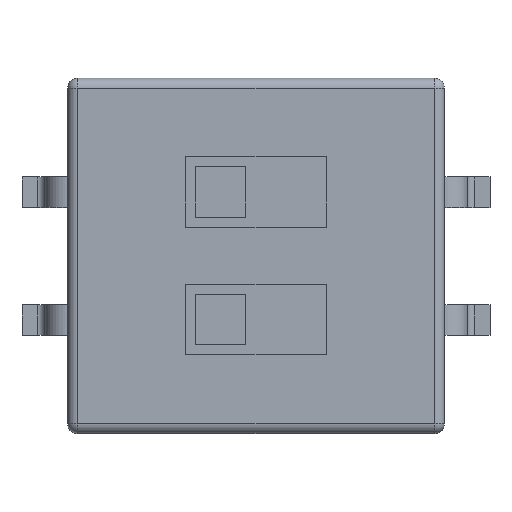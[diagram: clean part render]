
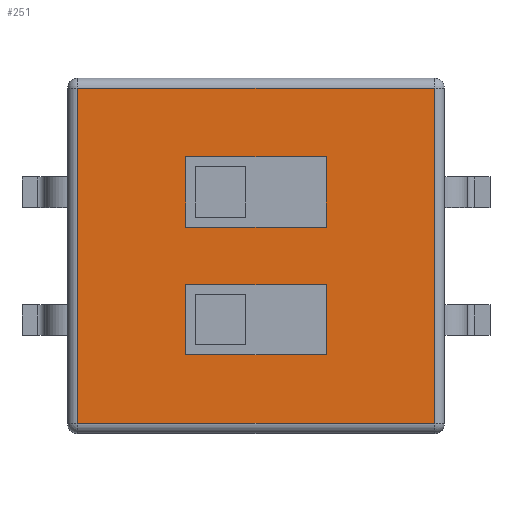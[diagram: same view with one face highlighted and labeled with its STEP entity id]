
A CAD part, top view. The second image highlights one B-rep face of the part: STEP entity #251.
In plain terms, the highlighted planar face has unit normal (0, 0, 1).
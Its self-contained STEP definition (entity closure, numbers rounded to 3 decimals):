
#13=DIRECTION('',(0.,0.,1.));
#14=DIRECTION('',(1.,0.,0.));
#71=VECTOR('',#72,1.);
#72=DIRECTION('',(0.,1.,0.));
#96=DIRECTION('',(-1.,0.,0.));
#137=VERTEX_POINT('',#138);
#138=CARTESIAN_POINT('',(-3.545,-3.33,4.45));
#143=EDGE_CURVE('',#137,#144,#146,.T.);
#144=VERTEX_POINT('',#145);
#145=CARTESIAN_POINT('',(-3.545,3.33,4.45));
#146=LINE('',#147,#71);
#147=CARTESIAN_POINT('',(-3.545,-3.53,4.45));
#207=VECTOR('',#14,1.);
#251=ADVANCED_FACE('',(#252,#271,#298),#324,.T.);
#252=FACE_BOUND('',#253,.T.);
#253=EDGE_LOOP('',(#254,#255,#261,#267));
#254=ORIENTED_EDGE('',*,*,#143,.F.);
#255=ORIENTED_EDGE('',*,*,#256,.T.);
#256=EDGE_CURVE('',#137,#257,#259,.T.);
#257=VERTEX_POINT('',#258);
#258=CARTESIAN_POINT('',(3.545,-3.33,4.45));
#259=LINE('',#260,#207);
#260=CARTESIAN_POINT('',(-3.745,-3.33,4.45));
#261=ORIENTED_EDGE('',*,*,#262,.T.);
#262=EDGE_CURVE('',#257,#263,#265,.T.);
#263=VERTEX_POINT('',#264);
#264=CARTESIAN_POINT('',(3.545,3.33,4.45));
#265=LINE('',#266,#71);
#266=CARTESIAN_POINT('',(3.545,-3.53,4.45));
#267=ORIENTED_EDGE('',*,*,#268,.F.);
#268=EDGE_CURVE('',#144,#263,#269,.T.);
#269=LINE('',#270,#207);
#270=CARTESIAN_POINT('',(-3.745,3.33,4.45));
#271=FACE_BOUND('',#272,.T.);
#272=EDGE_LOOP('',(#273,#282,#288,#294));
#273=ORIENTED_EDGE('',*,*,#274,.T.);
#274=EDGE_CURVE('',#275,#277,#279,.T.);
#275=VERTEX_POINT('',#276);
#276=CARTESIAN_POINT('',(1.4,-1.97,4.45));
#277=VERTEX_POINT('',#278);
#278=CARTESIAN_POINT('',(-1.4,-1.97,4.45));
#279=LINE('',#280,#281);
#280=CARTESIAN_POINT('',(-2.573,-1.97,4.45));
#281=VECTOR('',#96,1.);
#282=ORIENTED_EDGE('',*,*,#283,.T.);
#283=EDGE_CURVE('',#277,#284,#286,.T.);
#284=VERTEX_POINT('',#285);
#285=CARTESIAN_POINT('',(-1.4,-0.57,4.45));
#286=LINE('',#287,#71);
#287=CARTESIAN_POINT('',(-1.4,-2.75,4.45));
#288=ORIENTED_EDGE('',*,*,#289,.F.);
#289=EDGE_CURVE('',#290,#284,#292,.T.);
#290=VERTEX_POINT('',#291);
#291=CARTESIAN_POINT('',(1.4,-0.57,4.45));
#292=LINE('',#293,#281);
#293=CARTESIAN_POINT('',(-2.573,-0.57,4.45));
#294=ORIENTED_EDGE('',*,*,#295,.F.);
#295=EDGE_CURVE('',#275,#290,#296,.T.);
#296=LINE('',#297,#71);
#297=CARTESIAN_POINT('',(1.4,-2.75,4.45));
#298=FACE_BOUND('',#299,.T.);
#299=EDGE_LOOP('',(#300,#308,#314,#320));
#300=ORIENTED_EDGE('',*,*,#301,.T.);
#301=EDGE_CURVE('',#302,#304,#306,.T.);
#302=VERTEX_POINT('',#303);
#303=CARTESIAN_POINT('',(1.4,0.57,4.45));
#304=VERTEX_POINT('',#305);
#305=CARTESIAN_POINT('',(-1.4,0.57,4.45));
#306=LINE('',#307,#281);
#307=CARTESIAN_POINT('',(-2.573,0.57,4.45));
#308=ORIENTED_EDGE('',*,*,#309,.T.);
#309=EDGE_CURVE('',#304,#310,#312,.T.);
#310=VERTEX_POINT('',#311);
#311=CARTESIAN_POINT('',(-1.4,1.97,4.45));
#312=LINE('',#313,#71);
#313=CARTESIAN_POINT('',(-1.4,-1.48,4.45));
#314=ORIENTED_EDGE('',*,*,#315,.F.);
#315=EDGE_CURVE('',#316,#310,#318,.T.);
#316=VERTEX_POINT('',#317);
#317=CARTESIAN_POINT('',(1.4,1.97,4.45));
#318=LINE('',#319,#281);
#319=CARTESIAN_POINT('',(-2.573,1.97,4.45));
#320=ORIENTED_EDGE('',*,*,#321,.F.);
#321=EDGE_CURVE('',#302,#316,#322,.T.);
#322=LINE('',#323,#71);
#323=CARTESIAN_POINT('',(1.4,-1.48,4.45));
#324=PLANE('',#325);
#325=AXIS2_PLACEMENT_3D('',#326,#13,#14);
#326=CARTESIAN_POINT('',(-3.745,-3.53,4.45));
